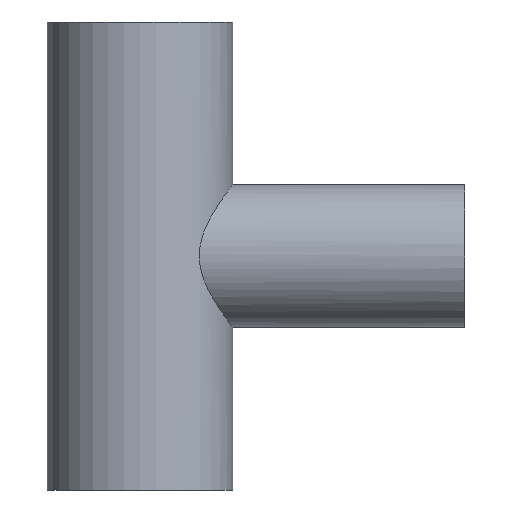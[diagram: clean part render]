
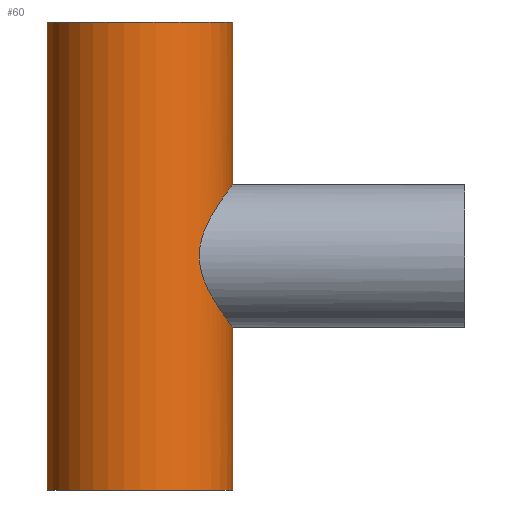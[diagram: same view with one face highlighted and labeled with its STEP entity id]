
A CAD part, front view. The second image highlights one B-rep face of the part: STEP entity #60.
In plain terms, the highlighted cylindrical face has radius 26 mm (diameter 52 mm), a partial arc.
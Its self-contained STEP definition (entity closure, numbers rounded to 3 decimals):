
#44 = CARTESIAN_POINT ( 'NONE',  ( 26., -1.38, -20. ) ) ;
#50 = CARTESIAN_POINT ( 'NONE',  ( 16.613, -20., -0.685 ) ) ;
#55 = CARTESIAN_POINT ( 'NONE',  ( 24.959, -7.311, -18.628 ) ) ;
#56 = AXIS2_PLACEMENT_3D ( 'NONE', #1168, #579, #303 ) ;
#60 = ADVANCED_FACE ( 'NONE', ( #296 ), #969, .T. ) ;
#67 = CARTESIAN_POINT ( 'NONE',  ( 24.957, -7.317, 18.625 ) ) ;
#72 = B_SPLINE_CURVE_WITH_KNOTS ( 'NONE', 3,
 ( #1200, #929, #541, #934, #634, #736, #1108, #1009, #67, #924, #740, #141, #454, #827, #525, #242, #721, #627, #638, #1015, #1032, #336, #732, #1123, #147, #917, #449, #837, #841, #1219, #1213, #50, #163, #257, #1206, #548, #643, #1223, #157, #438, #343, #833, #353, #1021, #357, #1119, #1115, #249, #443, #153, #536, #746, #1131, #55, #253, #349, #1025, #263, #44, #432 ),
 .UNSPECIFIED., .F., .F.,
 ( 4, 2, 2, 2, 2, 2, 2, 2, 2, 2, 2, 2, 2, 2, 2, 2, 2, 2, 2, 2, 2, 2, 2, 2, 2, 2, 2, 2, 2, 4 ),
 ( 0., 0.004, 0.005, 0.006, 0.008, 0.01, 0.012, 0.016, 0.018, 0.021, 0.025, 0.027, 0.029, 0.03, 0.031, 0.033, 0.035, 0.036, 0.037, 0.039, 0.041, 0.045, 0.047, 0.049, 0.053, 0.055, 0.058, 0.06, 0.062, 0.066 ),
 .UNSPECIFIED. ) ;
#81 = ORIENTED_EDGE ( 'NONE', *, *, #1218, .F. ) ;
#94 = DIRECTION ( 'NONE',  ( 0., 0., -1. ) ) ;
#141 = CARTESIAN_POINT ( 'NONE',  ( 23.901, -10.253, 17.184 ) ) ;
#147 = CARTESIAN_POINT ( 'NONE',  ( 17.262, -19.444, 4.731 ) ) ;
#153 = CARTESIAN_POINT ( 'NONE',  ( 23.656, -10.804, -16.843 ) ) ;
#157 = CARTESIAN_POINT ( 'NONE',  ( 17.451, -19.275, -5.376 ) ) ;
#163 = CARTESIAN_POINT ( 'NONE',  ( 16.656, -19.965, -1.369 ) ) ;
#190 = EDGE_CURVE ( 'NONE', #949, #794, #706, .T. ) ;
#202 = VECTOR ( 'NONE', #1000, 1000. ) ;
#213 = CARTESIAN_POINT ( 'NONE',  ( 26., 0., 65.5 ) ) ;
#242 = CARTESIAN_POINT ( 'NONE',  ( 21.468, -14.677, 13.601 ) ) ;
#249 = CARTESIAN_POINT ( 'NONE',  ( 22.336, -13.349, -14.945 ) ) ;
#253 = CARTESIAN_POINT ( 'NONE',  ( 25.134, -6.688, -18.861 ) ) ;
#257 = CARTESIAN_POINT ( 'NONE',  ( 16.782, -19.859, -2.395 ) ) ;
#263 = CARTESIAN_POINT ( 'NONE',  ( 25.891, -2.737, -19.859 ) ) ;
#278 = VERTEX_POINT ( 'NONE', #564 ) ;
#296 = FACE_OUTER_BOUND ( 'NONE', #1157, .T. ) ;
#303 = DIRECTION ( 'NONE',  ( 1., 0., 0. ) ) ;
#305 = CARTESIAN_POINT ( 'NONE',  ( -26., 0., 65.5 ) ) ;
#309 = DIRECTION ( 'NONE',  ( -1., 0., 0. ) ) ;
#334 = EDGE_CURVE ( 'NONE', #765, #506, #1228, .T. ) ;
#336 = CARTESIAN_POINT ( 'NONE',  ( 18.114, -18.655, 7.24 ) ) ;
#343 = CARTESIAN_POINT ( 'NONE',  ( 18.118, -18.651, -7.248 ) ) ;
#349 = CARTESIAN_POINT ( 'NONE',  ( 25.441, -5.404, -19.268 ) ) ;
#353 = CARTESIAN_POINT ( 'NONE',  ( 19.433, -17.296, -10.119 ) ) ;
#357 = CARTESIAN_POINT ( 'NONE',  ( 20.595, -15.877, -12.178 ) ) ;
#377 = ORIENTED_EDGE ( 'NONE', *, *, #547, .F. ) ;
#415 = EDGE_CURVE ( 'NONE', #765, #949, #1058, .T. ) ;
#432 = CARTESIAN_POINT ( 'NONE',  ( 26., 0., -20. ) ) ;
#438 = CARTESIAN_POINT ( 'NONE',  ( 17.879, -18.879, -6.633 ) ) ;
#443 = CARTESIAN_POINT ( 'NONE',  ( 22.889, -12.389, -15.753 ) ) ;
#449 = CARTESIAN_POINT ( 'NONE',  ( 16.957, -19.709, 3.414 ) ) ;
#454 = CARTESIAN_POINT ( 'NONE',  ( 23.655, -10.807, 16.841 ) ) ;
#475 = ORIENTED_EDGE ( 'NONE', *, *, #190, .T. ) ;
#506 = VERTEX_POINT ( 'NONE', #213 ) ;
#525 = CARTESIAN_POINT ( 'NONE',  ( 22.332, -13.357, 14.939 ) ) ;
#535 = CARTESIAN_POINT ( 'NONE',  ( 26., 0., 20. ) ) ;
#536 = CARTESIAN_POINT ( 'NONE',  ( 23.903, -10.248, -17.187 ) ) ;
#541 = CARTESIAN_POINT ( 'NONE',  ( 25.889, -2.752, 19.856 ) ) ;
#547 = EDGE_CURVE ( 'NONE', #506, #696, #801, .T. ) ;
#548 = CARTESIAN_POINT ( 'NONE',  ( 16.957, -19.71, -3.413 ) ) ;
#564 = CARTESIAN_POINT ( 'NONE',  ( 26., 0., -20. ) ) ;
#579 = DIRECTION ( 'NONE',  ( 0., 0., 1. ) ) ;
#627 = CARTESIAN_POINT ( 'NONE',  ( 20.586, -15.889, 12.163 ) ) ;
#634 = CARTESIAN_POINT ( 'NONE',  ( 25.566, -4.743, 19.432 ) ) ;
#638 = CARTESIAN_POINT ( 'NONE',  ( 20.294, -16.259, 11.663 ) ) ;
#643 = CARTESIAN_POINT ( 'NONE',  ( 17.027, -19.649, -3.746 ) ) ;
#682 = AXIS2_PLACEMENT_3D ( 'NONE', #1211, #1118, #1106 ) ;
#686 = EDGE_CURVE ( 'NONE', #278, #794, #1114, .T. ) ;
#688 = CARTESIAN_POINT ( 'NONE',  ( -26., 0., 65.5 ) ) ;
#696 = VERTEX_POINT ( 'NONE', #535 ) ;
#706 = CIRCLE ( 'NONE', #56, 26. ) ;
#721 = CARTESIAN_POINT ( 'NONE',  ( 21.173, -15.097, 13.132 ) ) ;
#732 = CARTESIAN_POINT ( 'NONE',  ( 17.876, -18.882, 6.624 ) ) ;
#736 = CARTESIAN_POINT ( 'NONE',  ( 25.435, -5.399, 19.26 ) ) ;
#740 = CARTESIAN_POINT ( 'NONE',  ( 24.358, -9.115, 17.814 ) ) ;
#746 = CARTESIAN_POINT ( 'NONE',  ( 24.36, -9.108, -17.818 ) ) ;
#765 = VERTEX_POINT ( 'NONE', #688 ) ;
#793 = CARTESIAN_POINT ( 'NONE',  ( 0., 0., 65.5 ) ) ;
#794 = VERTEX_POINT ( 'NONE', #1109 ) ;
#801 = LINE ( 'NONE', #1184, #1049 ) ;
#807 = VECTOR ( 'NONE', #94, 1000. ) ;
#827 = CARTESIAN_POINT ( 'NONE',  ( 22.886, -12.394, 15.749 ) ) ;
#833 = CARTESIAN_POINT ( 'NONE',  ( 18.874, -17.897, -9.02 ) ) ;
#837 = CARTESIAN_POINT ( 'NONE',  ( 16.834, -19.814, 2.74 ) ) ;
#841 = CARTESIAN_POINT ( 'NONE',  ( 16.782, -19.859, 2.397 ) ) ;
#917 = CARTESIAN_POINT ( 'NONE',  ( 17.027, -19.649, 3.746 ) ) ;
#924 = CARTESIAN_POINT ( 'NONE',  ( 24.57, -8.528, 18.103 ) ) ;
#929 = CARTESIAN_POINT ( 'NONE',  ( 26., -1.392, 20. ) ) ;
#934 = CARTESIAN_POINT ( 'NONE',  ( 25.625, -4.413, 19.51 ) ) ;
#936 = CARTESIAN_POINT ( 'NONE',  ( -26., 0., -65.5 ) ) ;
#949 = VERTEX_POINT ( 'NONE', #936 ) ;
#969 = CYLINDRICAL_SURFACE ( 'NONE', #1112, 26. ) ;
#1000 = DIRECTION ( 'NONE',  ( 0., 0., -1. ) ) ;
#1009 = CARTESIAN_POINT ( 'NONE',  ( 25.132, -6.694, 18.859 ) ) ;
#1015 = CARTESIAN_POINT ( 'NONE',  ( 19.43, -17.3, 10.113 ) ) ;
#1018 = DIRECTION ( 'NONE',  ( 0., 0., -1. ) ) ;
#1020 = CARTESIAN_POINT ( 'NONE',  ( 26., 0., 65.5 ) ) ;
#1021 = CARTESIAN_POINT ( 'NONE',  ( 20.3, -16.251, -11.674 ) ) ;
#1025 = CARTESIAN_POINT ( 'NONE',  ( 25.573, -4.738, -19.443 ) ) ;
#1032 = CARTESIAN_POINT ( 'NONE',  ( 18.871, -17.899, 9.015 ) ) ;
#1049 = VECTOR ( 'NONE', #1018, 1000. ) ;
#1058 = LINE ( 'NONE', #305, #807 ) ;
#1095 = ORIENTED_EDGE ( 'NONE', *, *, #334, .F. ) ;
#1106 = DIRECTION ( 'NONE',  ( 1., 0., 0. ) ) ;
#1108 = CARTESIAN_POINT ( 'NONE',  ( 25.364, -5.727, 19.166 ) ) ;
#1109 = CARTESIAN_POINT ( 'NONE',  ( 26., 0., -65.5 ) ) ;
#1112 = AXIS2_PLACEMENT_3D ( 'NONE', #793, #1176, #309 ) ;
#1114 = LINE ( 'NONE', #1020, #202 ) ;
#1115 = CARTESIAN_POINT ( 'NONE',  ( 21.476, -14.665, -13.613 ) ) ;
#1118 = DIRECTION ( 'NONE',  ( 0., 0., 1. ) ) ;
#1119 = CARTESIAN_POINT ( 'NONE',  ( 21.184, -15.083, -13.149 ) ) ;
#1123 = CARTESIAN_POINT ( 'NONE',  ( 17.45, -19.276, 5.371 ) ) ;
#1131 = CARTESIAN_POINT ( 'NONE',  ( 24.572, -8.521, -18.106 ) ) ;
#1157 = EDGE_LOOP ( 'NONE', ( #377, #1095, #1241, #475, #1224, #81 ) ) ;
#1168 = CARTESIAN_POINT ( 'NONE',  ( 0., 0., -65.5 ) ) ;
#1176 = DIRECTION ( 'NONE',  ( 0., 0., -1. ) ) ;
#1184 = CARTESIAN_POINT ( 'NONE',  ( 26., 0., 65.5 ) ) ;
#1200 = CARTESIAN_POINT ( 'NONE',  ( 26., 0., 20. ) ) ;
#1206 = CARTESIAN_POINT ( 'NONE',  ( 16.834, -19.815, -2.738 ) ) ;
#1211 = CARTESIAN_POINT ( 'NONE',  ( 0., 0., 65.5 ) ) ;
#1213 = CARTESIAN_POINT ( 'NONE',  ( 16.613, -20., 0.684 ) ) ;
#1218 = EDGE_CURVE ( 'NONE', #696, #278, #72, .T. ) ;
#1219 = CARTESIAN_POINT ( 'NONE',  ( 16.656, -19.965, 1.369 ) ) ;
#1223 = CARTESIAN_POINT ( 'NONE',  ( 17.263, -19.443, -4.734 ) ) ;
#1224 = ORIENTED_EDGE ( 'NONE', *, *, #686, .F. ) ;
#1228 = CIRCLE ( 'NONE', #682, 26. ) ;
#1241 = ORIENTED_EDGE ( 'NONE', *, *, #415, .T. ) ;
